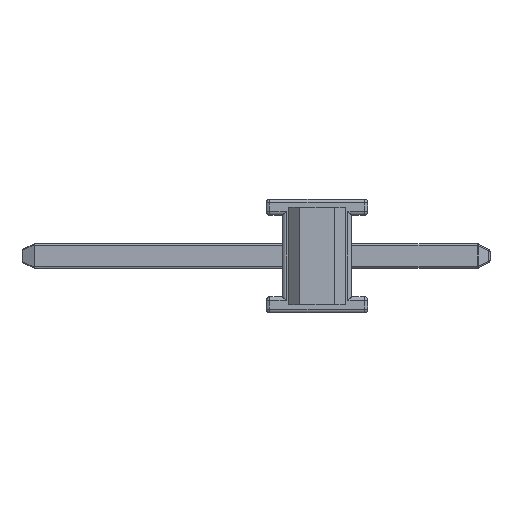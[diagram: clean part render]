
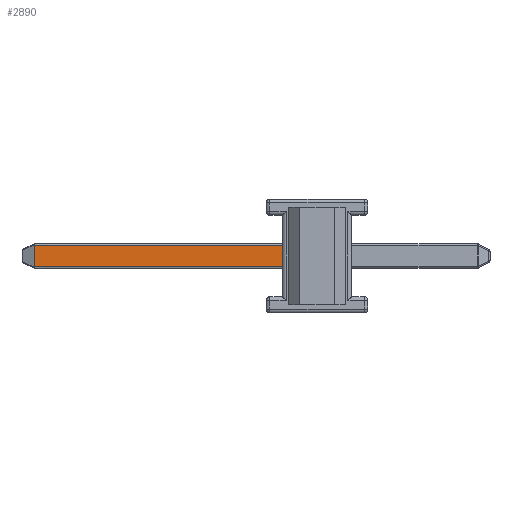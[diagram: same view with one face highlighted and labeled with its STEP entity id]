
A CAD part, left-side view. The second image highlights one B-rep face of the part: STEP entity #2890.
In plain terms, the highlighted planar face has unit normal (-1, 0, 0).
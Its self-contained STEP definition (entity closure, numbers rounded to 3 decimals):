
#7 = FACE_OUTER_BOUND ( 'NONE', #2439, .T. ) ;
#15 = CARTESIAN_POINT ( 'NONE',  ( -0.3, 0., 0.27 ) ) ;
#221 = LINE ( 'NONE', #1262, #875 ) ;
#307 = CARTESIAN_POINT ( 'NONE',  ( -0.3, 6.4, -0.3 ) ) ;
#470 = ORIENTED_EDGE ( 'NONE', *, *, #2580, .T. ) ;
#511 = CARTESIAN_POINT ( 'NONE',  ( -0.3, 6.4, 0.27 ) ) ;
#541 = VERTEX_POINT ( 'NONE', #2360 ) ;
#581 = ORIENTED_EDGE ( 'NONE', *, *, #2213, .T. ) ;
#875 = VECTOR ( 'NONE', #1536, 1000. ) ;
#899 = VECTOR ( 'NONE', #2454, 1000. ) ;
#914 = DIRECTION ( 'NONE',  ( 0., 0., -1. ) ) ;
#952 = CARTESIAN_POINT ( 'NONE',  ( -0.3, 6.1, 0.27 ) ) ;
#1036 = VERTEX_POINT ( 'NONE', #15 ) ;
#1128 = EDGE_CURVE ( 'NONE', #3506, #541, #2879, .T. ) ;
#1136 = DIRECTION ( 'NONE',  ( 0., 0., -1. ) ) ;
#1160 = DIRECTION ( 'NONE',  ( 0., -1., 0. ) ) ;
#1262 = CARTESIAN_POINT ( 'NONE',  ( -0.3, 0., -0.3 ) ) ;
#1297 = VERTEX_POINT ( 'NONE', #952 ) ;
#1382 = ORIENTED_EDGE ( 'NONE', *, *, #1128, .T. ) ;
#1412 = PLANE ( 'NONE',  #1650 ) ;
#1536 = DIRECTION ( 'NONE',  ( 0., 0., 1. ) ) ;
#1650 = AXIS2_PLACEMENT_3D ( 'NONE', #307, #2789, #1136 ) ;
#1876 = EDGE_CURVE ( 'NONE', #1297, #3506, #2037, .T. ) ;
#2037 = LINE ( 'NONE', #2576, #3490 ) ;
#2148 = VECTOR ( 'NONE', #1160, 1000. ) ;
#2213 = EDGE_CURVE ( 'NONE', #1036, #1297, #3093, .T. ) ;
#2360 = CARTESIAN_POINT ( 'NONE',  ( -0.3, 0., -0.27 ) ) ;
#2382 = CARTESIAN_POINT ( 'NONE',  ( -0.3, 6.1, -0.27 ) ) ;
#2439 = EDGE_LOOP ( 'NONE', ( #3376, #1382, #470, #581 ) ) ;
#2454 = DIRECTION ( 'NONE',  ( 0., 1., 0. ) ) ;
#2541 = CARTESIAN_POINT ( 'NONE',  ( -0.3, 6.4, -0.27 ) ) ;
#2576 = CARTESIAN_POINT ( 'NONE',  ( -0.3, 6.1, -0.3 ) ) ;
#2580 = EDGE_CURVE ( 'NONE', #541, #1036, #221, .T. ) ;
#2789 = DIRECTION ( 'NONE',  ( 1., 0., 0. ) ) ;
#2879 = LINE ( 'NONE', #2541, #2148 ) ;
#2890 = ADVANCED_FACE ( 'NONE', ( #7 ), #1412, .F. ) ;
#3093 = LINE ( 'NONE', #511, #899 ) ;
#3376 = ORIENTED_EDGE ( 'NONE', *, *, #1876, .T. ) ;
#3490 = VECTOR ( 'NONE', #914, 1000. ) ;
#3506 = VERTEX_POINT ( 'NONE', #2382 ) ;
